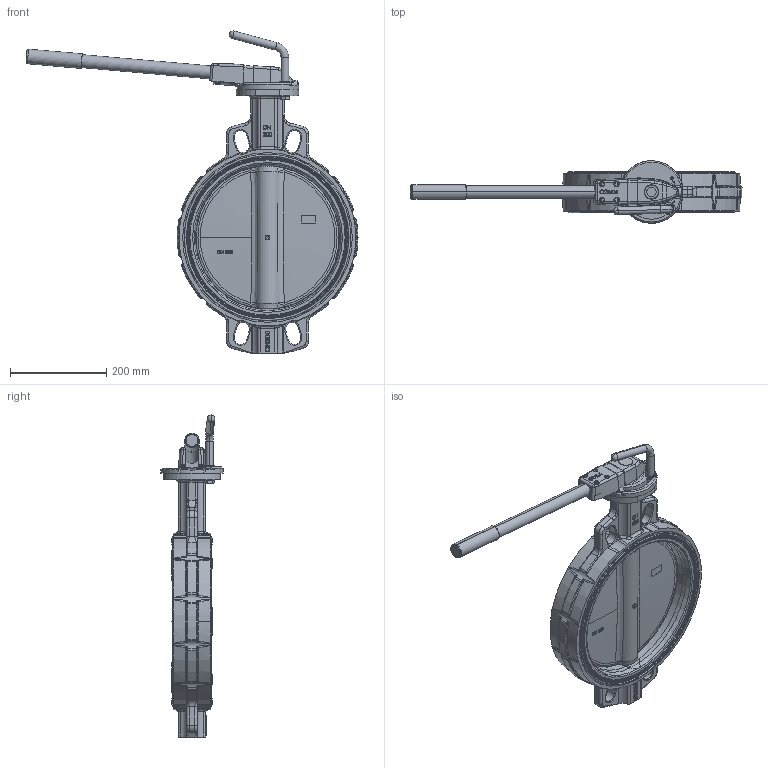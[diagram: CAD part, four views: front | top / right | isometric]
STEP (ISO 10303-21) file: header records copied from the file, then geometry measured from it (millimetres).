
FILE_DESCRIPTION (( 'STEP AP214' ), '1' );
FILE_NAME ('AK210-DN300-PN-16-Handhebel-Regulierhebel-Fergo.STEP', '2022-11-14T14:48:52', ( '' ), ( '' ), 'SwSTEP 2.0', 'SolidWorks 2022', '' );
FILE_SCHEMA (( 'AUTOMOTIVE_DESIGN' ));
Length unit declared in the file: millimetre
Products named in the file (1): AK210-DN300-PN-16-Handhebel-Regulierhebel-Fergo
Bounding box: 689.57 x 129.85 x 668.96 mm (x, y, z)
Volume: 5652308.4 mm3; surface area: 634598.7 mm2
Topology: 2 solids, 5 shells, 1753 faces, 4550 edges, 2838 vertices
Faces by surface type: plane 561, bspline 477, cylinder 374, torus 165, cone 160, sphere 16
Entity records: 90033 total; most frequent: CARTESIAN_POINT 44926, ORIENTED_EDGE 9008, DIRECTION 6636, EDGE_CURVE 4504, VERTEX_POINT 2836, AXIS2_PLACEMENT_3D 2488, EDGE_LOOP 1892, FACE_OUTER_BOUND 1753
